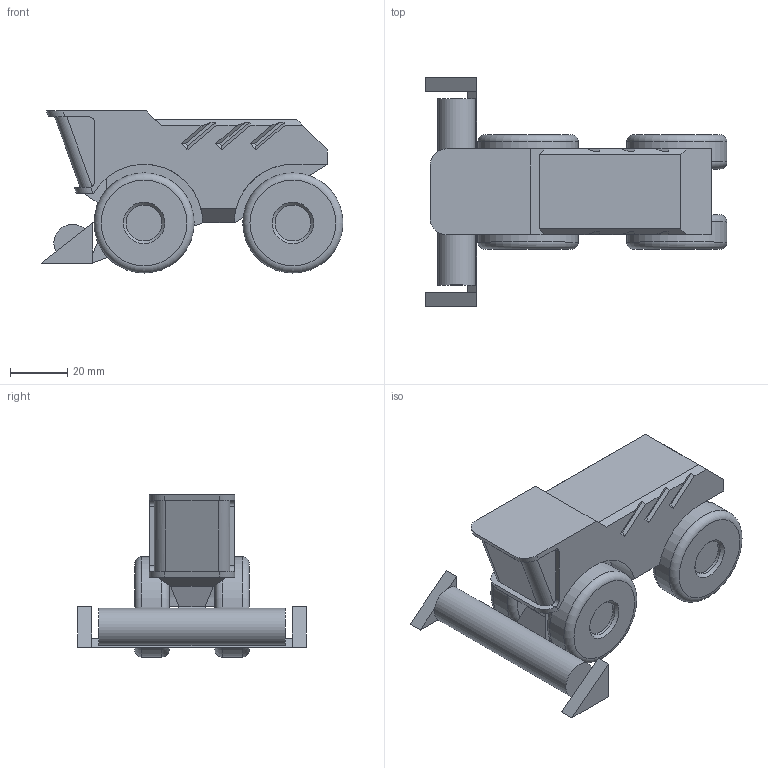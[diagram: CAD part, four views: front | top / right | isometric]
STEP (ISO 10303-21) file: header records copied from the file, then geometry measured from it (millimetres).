
FILE_DESCRIPTION(/* description */ ('STEP AP242','CAx-IF Rec.Pracs.---Representation and Presentation of Product Manufacturing Information (PMI)---4.0---2014-10-13','CAx-IF Rec.Pracs.---3D Tessellated Geometry---0.4---2014-09-14','2;1'),/* implementation_level */ '2;1');
FILE_NAME(/* name */ '65932cd8570e364ab447f15f',/* time_stamp */ '2024-01-01T21:21:28Z',/* author */ (''),/* organization */ (''),/* preprocessor_version */ 'ST-DEVELOPER v19.4',/* originating_system */ ' ',/* authorisation */ ' ');
FILE_SCHEMA (('AP242_MANAGED_MODEL_BASED_3D_ENGINEERING_MIM_LF { 1 0 10303 442 1 1 4 }'));
Length unit declared in the file: metre
Products named in the file (11): Part 11; Part 10; Part 9; Part 8; Slicey Bits; Wheel; Windscreen; Body
Bounding box: 105.5 x 80 x 56.62 mm (x, y, z)
Volume: 121014.9 mm3; surface area: 35818.9 mm2
Topology: 11 solids, 11 shells, 128 faces, 296 edges, 190 vertices
Faces by surface type: plane 89, cylinder 27, torus 8, cone 4
Full cylindrical faces by diameter (mm): 12.5 x8, 13 x1, 35 x4
Entity records: 3767 total; most frequent: DIRECTION 617, CARTESIAN_POINT 612, ORIENTED_EDGE 542, EDGE_CURVE 271, AXIS2_PLACEMENT_3D 211, LINE 195, VECTOR 195, VERTEX_POINT 190
